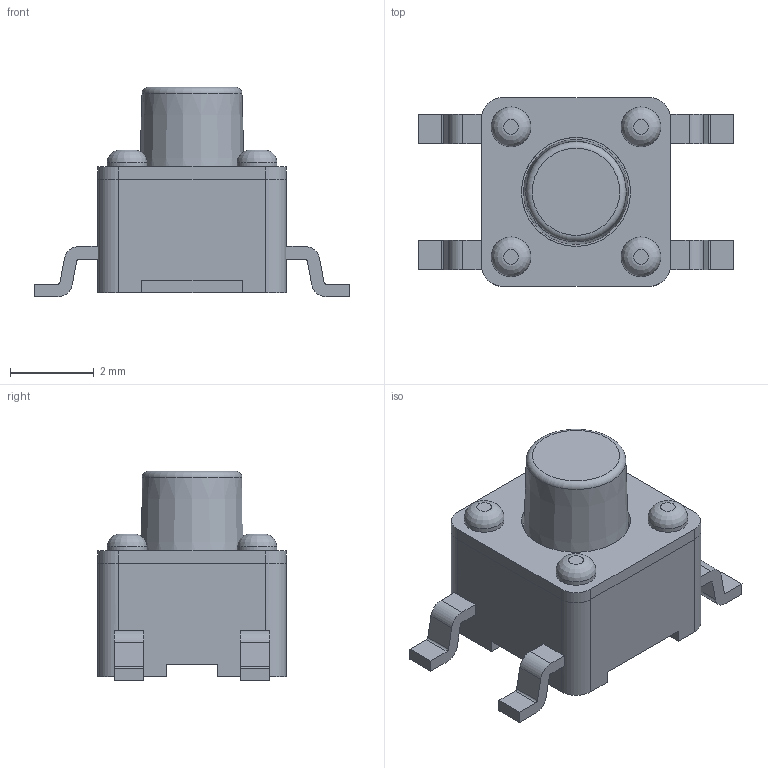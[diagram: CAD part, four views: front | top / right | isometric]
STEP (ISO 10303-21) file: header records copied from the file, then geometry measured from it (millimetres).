
FILE_DESCRIPTION(('FreeCAD Model'),'2;1');
FILE_NAME('SW_SPST_TL3305x.step', '2019-12-23T13:51:20',('kicad StepUp'),('ksu MCAD'), 'Open CASCADE STEP processor 7.3','FreeCAD','Unknown');
FILE_SCHEMA(('AUTOMOTIVE_DESIGN { 1 0 10303 214 1 1 1 1 }'));
Length unit declared in the file: millimetre
Products named in the file (1): SW_SPST_TL3305x
Bounding box: 7.5 x 4.5 x 5 mm (x, y, z)
Volume: 55.4 mm3; surface area: 196.3 mm2
Topology: 1 solids, 5 shells, 197 faces, 492 edges, 317 vertices
Faces by surface type: plane 135, cylinder 55, revolution 5, cone 1, torus 1
Full cylindrical faces by diameter (mm): 0.65 x4, 0.7 x4, 0.95 x4, 1 x1, 1.04 x1, 2.6 x1
Entity records: 7260 total; most frequent: CARTESIAN_POINT 1041, DIRECTION 1012, ORIENTED_EDGE 980, EDGE_CURVE 490, LINE 357, VECTOR 357, AXIS2_PLACEMENT_3D 325, VERTEX_POINT 317
